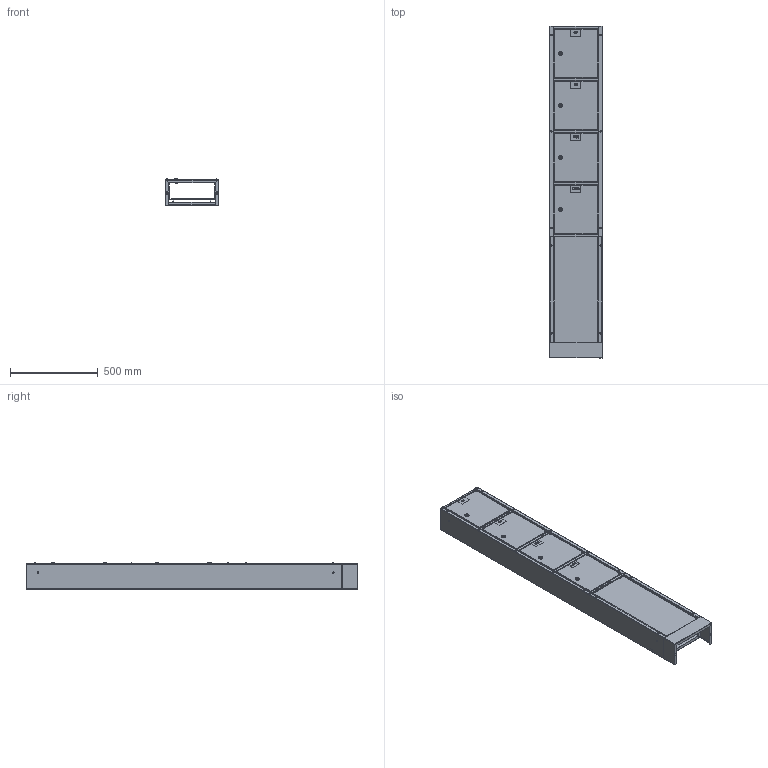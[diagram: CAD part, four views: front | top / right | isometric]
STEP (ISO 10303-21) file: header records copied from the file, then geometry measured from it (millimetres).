
FILE_DESCRIPTION (( 'STEP AP203' ), '1' );
FILE_NAME ('ÌÈ-1797.00.00.000 Êîðîá ÊÑÑ (1890õ300õ150) EKF Basic.STEP', '2021-04-26T12:18:11', ( '' ), ( '' ), 'SwSTEP 2.0', 'SolidWorks 2021', '' );
FILE_SCHEMA (( 'CONFIG_CONTROL_DESIGN' ));
Length unit declared in the file: millimetre
Products named in the file (34): Òåëî çàìêà; 哏铌; Ïðîêëàäêà; hex screw gradeab_din_DIN EN 24017 - M6 x 16-N; 侲膹樥罻 浧; ÌÈ-1797.02.01.001 Óãîëîê ïåðôîðèðîâàííûé; Ïðîêëàäêà ìåòàëëè÷åñêàÿ 2; ÌÈ-1797.01.00.000 Êîðïóñ â ñáîðå; 昈-1797.01.00.001 扻豵鵨; Çàêëåïêà öèëèíäðè÷åñêàÿ Ì4 ÑÒ-Á ñ âíóòðåííåé ðåçüáîé_Œ8; Âíóòðåííåå òåëî çàìêà; 昈-1796.00.00.003 眈翴錪; ﾌﾈ-1797.03.00.001 ﾄ粢; pan head cross recess screw_din_ISO 7045 - M4 x 6 - Z --- 6N; DIN-ðåéêà; 侲膹樥罻 眕; hex flange nut_din_Hexagon Flange Nut DIN 6923 - M6 - N; ﾌﾈ-1797.02.01.003 ﾊ煇鳫; Íàêëåéêà ÐÈÄ; 昈-1797.02.01.002 赶鎀鍧; Ãàéêà; Øïèëüêà Ì6õ12; ÌÈ-1797.03.00.000 Äâåðü â ñáîðå; 侲膹樥罻 檐訒; Ïðîêëàäêà ìåòàëëè÷åñêàÿ; ÌÈ-1797.02.00.000 Ðàìêà â ñáîðå; ÌÈ-1797.02.00.001 Ïåðåìû÷êà; ÌÈ-1797.00.00.000 Êîðîá ÊÑÑ (1890õ300õ150) EKF Basic; ÌÈ-1797.02.01.000 Áîêîâèíà ðàìêè â ñáîðå; 昈-1796.00.00.001 絊膰錪; pan head cross recess screw_din_DIN EN ISO 7045 - M4 x 16 - Z - 16N; Çàìîê ïî÷òîâûé; cross ph tapping 968_din_Screw DIN 968-ST4.2x13-C-H-N; ÌÈ-1796.01.00.002 Ðåéêà
Assembly tree (87 placements, depth 4):
  ÌÈ-1797.00.00.000 Êîðîá ÊÑÑ (1890õ300õ150) EKF Basic
    ÌÈ-1797.01.00.000 Êîðïóñ â ñáîðå
      昈-1797.01.00.001 扻豵鵨
      ÌÈ-1796.01.00.002 Ðåéêà  x2
      Øïèëüêà Ì6õ12  x2
      Çàêëåïêà öèëèíäðè÷åñêàÿ Ì4 ÑÒ-Á ñ âíóòðåííåé ðåçüáîé_Œ8  x10
    ÌÈ-1797.02.00.000 Ðàìêà â ñáîðå
      ÌÈ-1797.02.01.000 Áîêîâèíà ðàìêè â ñáîðå  x2
        昈-1797.02.01.002 赶鎀鍧
        ÌÈ-1797.02.01.001 Óãîëîê ïåðôîðèðîâàííûé
        ﾌﾈ-1797.02.01.003 ﾊ煇鳫
      ÌÈ-1797.02.00.001 Ïåðåìû÷êà  x5
    昈-1796.00.00.001 絊膰錪
    昈-1796.00.00.003 眈翴錪
    hex screw gradeab_din_DIN EN 24017 - M6 x 16-N  x2
    hex flange nut_din_Hexagon Flange Nut DIN 6923 - M6 - N  x2
    pan head cross recess screw_din_DIN EN ISO 7045 - M4 x 16 - Z - 16N  x18
    DIN-ðåéêà  x4
    ÌÈ-1797.03.00.000 Äâåðü â ñáîðå  x4
      ﾌﾈ-1797.03.00.001 ﾄ粢
      Çàêëåïêà öèëèíäðè÷åñêàÿ Ì4 ÑÒ-Á ñ âíóòðåííåé ðåçüáîé_Œ8
      Çàìîê ïî÷òîâûé
        Òåëî çàìêà
        Ïðîêëàäêà ìåòàëëè÷åñêàÿ
        哏铌
        Ïðîêëàäêà
        pan head cross recess screw_din_ISO 7045 - M4 x 6 - Z --- 6N
        Ïðîêëàäêà ìåòàëëè÷åñêàÿ 2
        Ãàéêà
        Âíóòðåííåå òåëî çàìêà
    cross ph tapping 968_din_Screw DIN 968-ST4.2x13-C-H-N  x8
    侲膹樥罻 浧
    侲膹樥罻 眕
    Íàêëåéêà ÐÈÄ
    侲膹樥罻 檐訒
Bounding box: 300 x 1890 x 150.6 mm (x, y, z)
Volume: 1767725.8 mm3; surface area: 4356510.1 mm2
Topology: 123 solids, 123 shells, 5939 faces, 15147 edges, 9616 vertices
Faces by surface type: plane 3258, bspline 1191, cylinder 954, cone 308, torus 168, sphere 60
Entity records: 52709 total; most frequent: CARTESIAN_POINT 17850, ORIENTED_EDGE 6356, DIRECTION 5662, EDGE_CURVE 3178, VECTOR 2034, LINE 2034, VERTEX_POINT 1979, AXIS2_PLACEMENT_3D 1814
